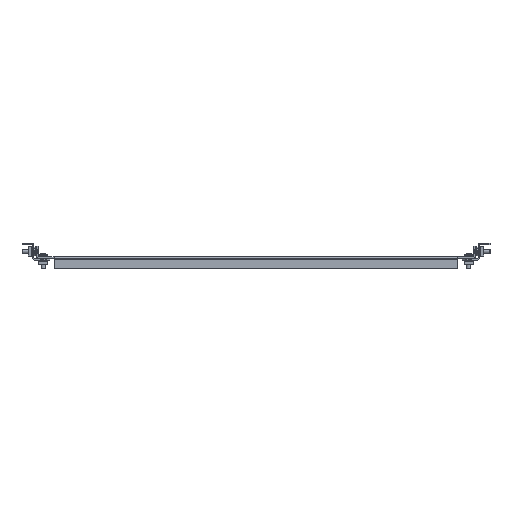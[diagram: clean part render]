
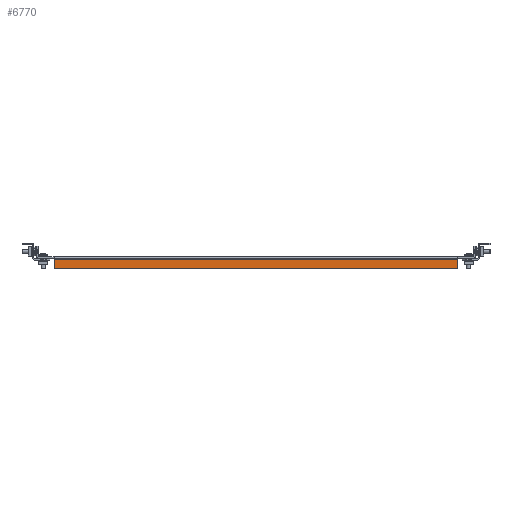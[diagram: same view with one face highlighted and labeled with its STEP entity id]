
A CAD part, front view. The second image highlights one B-rep face of the part: STEP entity #6770.
In plain terms, the highlighted planar face has unit normal (0, -1, 0).
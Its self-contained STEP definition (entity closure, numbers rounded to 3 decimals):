
#148 = CARTESIAN_POINT ( 'NONE',  ( 561., -3.5, -3.5 ) ) ;
#356 = CARTESIAN_POINT ( 'NONE',  ( 20., -3.5, -16. ) ) ;
#457 = CARTESIAN_POINT ( 'NONE',  ( 561., -3.5, -3.5 ) ) ;
#681 = CARTESIAN_POINT ( 'NONE',  ( 561., -3.5, -16. ) ) ;
#694 = VECTOR ( 'NONE', #8600, 1000. ) ;
#957 = CARTESIAN_POINT ( 'NONE',  ( 20., -3.5, -3.5 ) ) ;
#1128 = EDGE_CURVE ( 'NONE', #3002, #6480, #6392, .T. ) ;
#1877 = LINE ( 'NONE', #356, #3118 ) ;
#1907 = CARTESIAN_POINT ( 'NONE',  ( 0., -3.5, 0. ) ) ;
#2014 = DIRECTION ( 'NONE',  ( 0., 0., -1. ) ) ;
#2281 = VECTOR ( 'NONE', #4091, 1000. ) ;
#2775 = EDGE_CURVE ( 'NONE', #3384, #8209, #1877, .T. ) ;
#3002 = VERTEX_POINT ( 'NONE', #148 ) ;
#3118 = VECTOR ( 'NONE', #4817, 1000. ) ;
#3128 = EDGE_LOOP ( 'NONE', ( #7288, #3712, #3835, #5960 ) ) ;
#3384 = VERTEX_POINT ( 'NONE', #6421 ) ;
#3712 = ORIENTED_EDGE ( 'NONE', *, *, #2775, .F. ) ;
#3835 = ORIENTED_EDGE ( 'NONE', *, *, #4549, .F. ) ;
#4091 = DIRECTION ( 'NONE',  ( 1., 0., 0. ) ) ;
#4549 = EDGE_CURVE ( 'NONE', #6480, #3384, #4854, .T. ) ;
#4817 = DIRECTION ( 'NONE',  ( 0., 0., 1. ) ) ;
#4854 = LINE ( 'NONE', #9314, #694 ) ;
#5192 = EDGE_CURVE ( 'NONE', #8209, #3002, #8419, .T. ) ;
#5960 = ORIENTED_EDGE ( 'NONE', *, *, #1128, .F. ) ;
#6381 = PLANE ( 'NONE',  #7986 ) ;
#6392 = LINE ( 'NONE', #9273, #8250 ) ;
#6421 = CARTESIAN_POINT ( 'NONE',  ( 20., -3.5, -16. ) ) ;
#6424 = FACE_OUTER_BOUND ( 'NONE', #3128, .T. ) ;
#6480 = VERTEX_POINT ( 'NONE', #681 ) ;
#6770 = ADVANCED_FACE ( 'NONE', ( #6424 ), #6381, .F. ) ;
#7094 = DIRECTION ( 'NONE',  ( 0., 0., 1. ) ) ;
#7288 = ORIENTED_EDGE ( 'NONE', *, *, #5192, .F. ) ;
#7986 = AXIS2_PLACEMENT_3D ( 'NONE', #1907, #9212, #7094 ) ;
#8209 = VERTEX_POINT ( 'NONE', #957 ) ;
#8250 = VECTOR ( 'NONE', #2014, 1000. ) ;
#8419 = LINE ( 'NONE', #457, #2281 ) ;
#8600 = DIRECTION ( 'NONE',  ( -1., 0., 0. ) ) ;
#9212 = DIRECTION ( 'NONE',  ( 0., 1., 0. ) ) ;
#9273 = CARTESIAN_POINT ( 'NONE',  ( 561., -3.5, -2. ) ) ;
#9314 = CARTESIAN_POINT ( 'NONE',  ( 561., -3.5, -16. ) ) ;
